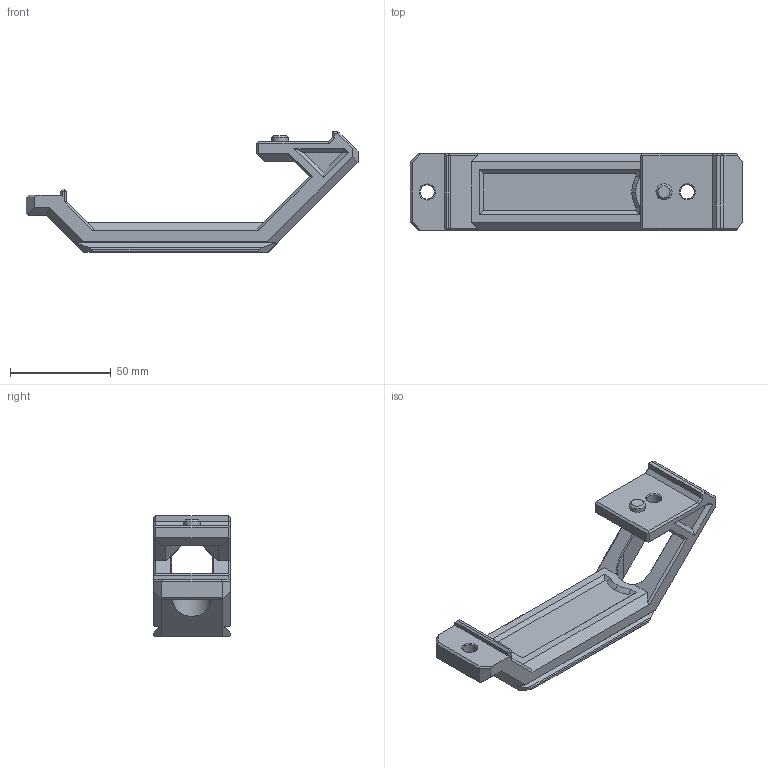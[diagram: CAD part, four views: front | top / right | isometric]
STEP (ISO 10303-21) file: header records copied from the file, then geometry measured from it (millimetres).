
FILE_DESCRIPTION(('HOOPS Exchange Step'),'2;1');
FILE_NAME('temp_export','2023-06-25T17:30:44-04:00',('gmoua'),('Shapr3D Limited'),'HOOPS Exchange 2022.2','Shapr3D','Authorized');
FILE_SCHEMA( ('AUTOMOTIVE_DESIGN { 1 0 10303 214 1 1 1 1 }') );
Length unit declared in the file: millimetre
Products named in the file (1): Tamron 300mm Handle ver. 001
Bounding box: 164.67 x 38 x 60 mm (x, y, z)
Volume: 86227 mm3; surface area: 23723.7 mm2
Topology: 1 solids, 1 shells, 152 faces, 407 edges, 260 vertices
Faces by surface type: plane 131, cone 11, cylinder 6, bspline 4
Full cylindrical faces by diameter (mm): 7 x2, 8 x1
Entity records: 4896 total; most frequent: CARTESIAN_POINT 1081, ORIENTED_EDGE 814, DIRECTION 716, EDGE_CURVE 407, VECTOR 348, LINE 348, VERTEX_POINT 260, AXIS2_PLACEMENT_3D 184
